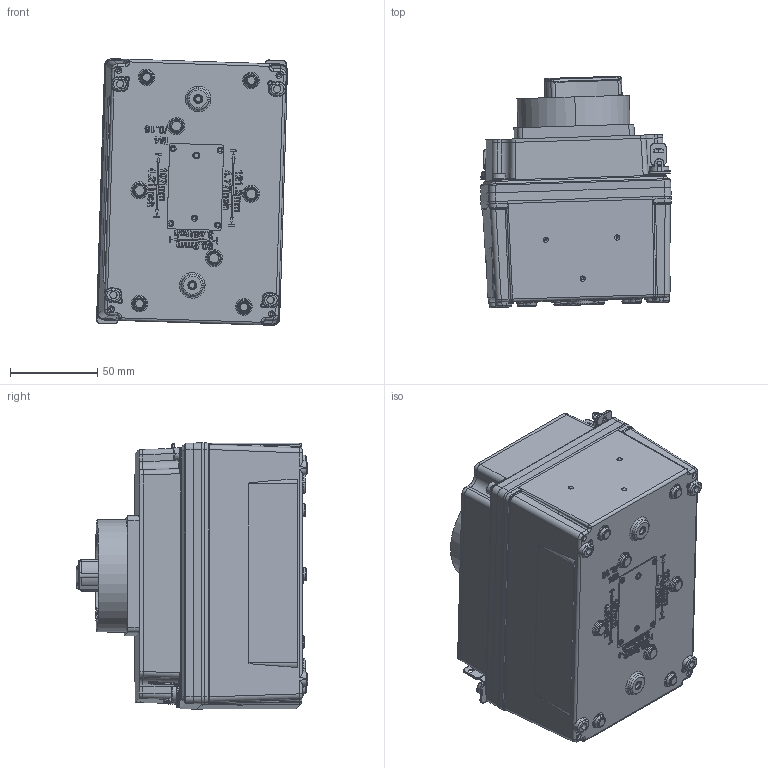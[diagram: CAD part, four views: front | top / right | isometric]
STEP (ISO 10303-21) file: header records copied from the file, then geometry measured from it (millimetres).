
FILE_DESCRIPTION (( 'STEP AP214' ), '1' );
FILE_NAME ('ZH37-40AL_Enclosure.STEP', '2025-02-10T12:43:45', ( '' ), ( '' ), 'SwSTEP 2.0', 'SolidWorks 2022', '' );
FILE_SCHEMA (( 'AUTOMOTIVE_DESIGN' ));
Length unit declared in the file: millimetre
Products named in the file (1): ZH37-40AL_Enclosure
Bounding box: 109.52 x 132.7 x 152.97 mm (x, y, z)
Volume: 1462735.4 mm3; surface area: 90226.7 mm2
Topology: 1 solids, 11 shells, 2444 faces, 6362 edges, 4060 vertices
Faces by surface type: plane 1076, bspline 792, cylinder 317, torus 153, cone 94, sphere 12
Entity records: 100180 total; most frequent: CARTESIAN_POINT 47458, ORIENTED_EDGE 12700, DIRECTION 7935, EDGE_CURVE 6350, VERTEX_POINT 4060, LINE 3007, VECTOR 3007, EDGE_LOOP 2596
